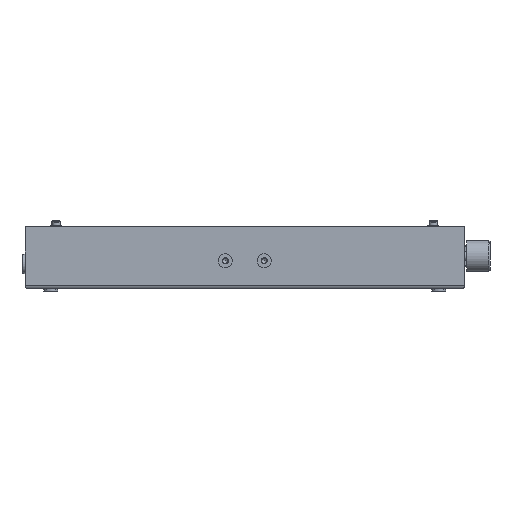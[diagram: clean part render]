
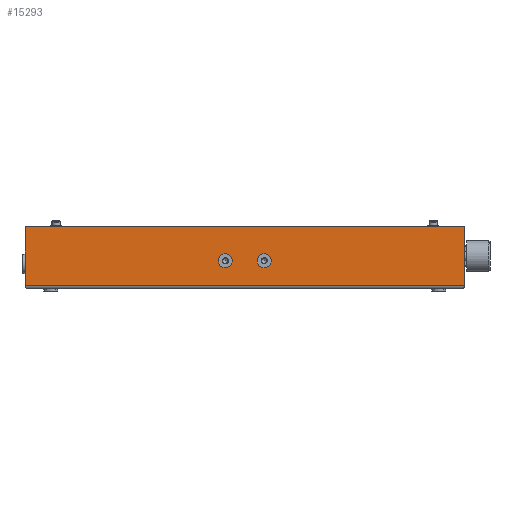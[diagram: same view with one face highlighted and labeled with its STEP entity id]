
A CAD part, left-side view. The second image highlights one B-rep face of the part: STEP entity #15293.
In plain terms, the highlighted face is planar.
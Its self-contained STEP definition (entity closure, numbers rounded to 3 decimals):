
#6864=CIRCLE('',#14382,4.5);
#6865=CIRCLE('',#14383,4.5);
#7267=ORIENTED_EDGE('',*,*,#9438,.T.);
#7268=ORIENTED_EDGE('',*,*,#9429,.F.);
#7269=ORIENTED_EDGE('',*,*,#9446,.F.);
#7270=ORIENTED_EDGE('',*,*,#9447,.F.);
#7271=ORIENTED_EDGE('',*,*,#9448,.F.);
#7272=ORIENTED_EDGE('',*,*,#9449,.F.);
#8494=VECTOR('',#11086,1.);
#8503=VECTOR('',#11097,1.);
#8509=VECTOR('',#11109,1.);
#8510=VECTOR('',#11110,1.);
#8726=LINE('',#12896,#8494);
#8735=LINE('',#12914,#8503);
#8741=LINE('',#12929,#8509);
#8742=LINE('',#12930,#8510);
#8958=VERTEX_POINT('',#12893);
#8959=VERTEX_POINT('',#12895);
#8967=VERTEX_POINT('',#12913);
#8973=VERTEX_POINT('',#12928);
#8974=VERTEX_POINT('',#12931);
#8975=VERTEX_POINT('',#12933);
#9429=EDGE_CURVE('',#8958,#8959,#8726,.T.);
#9438=EDGE_CURVE('',#8967,#8959,#8735,.T.);
#9446=EDGE_CURVE('',#8973,#8958,#8741,.T.);
#9447=EDGE_CURVE('',#8967,#8973,#8742,.T.);
#9448=EDGE_CURVE('',#8974,#8974,#6864,.T.);
#9449=EDGE_CURVE('',#8975,#8975,#6865,.T.);
#10052=EDGE_LOOP('',(#7267,#7268,#7269,#7270));
#10053=EDGE_LOOP('',(#7271));
#10054=EDGE_LOOP('',(#7272));
#10564=FACE_BOUND('',#10052,.T.);
#10565=FACE_BOUND('',#10053,.T.);
#10566=FACE_BOUND('',#10054,.T.);
#11086=DIRECTION('',(0.,283.,0.));
#11097=DIRECTION('',(0.,0.,38.));
#11107=DIRECTION('',(1.,0.,0.));
#11108=DIRECTION('',(0.,-1.,0.));
#11109=DIRECTION('',(0.,0.,38.));
#11110=DIRECTION('',(0.,-283.,0.));
#11111=DIRECTION('',(1.,0.,0.));
#11112=DIRECTION('',(0.,-4.5,0.));
#11113=DIRECTION('',(1.,0.,0.));
#11114=DIRECTION('',(0.,-4.5,0.));
#12893=CARTESIAN_POINT('',(1197.,0.,40.));
#12895=CARTESIAN_POINT('',(1197.,283.,40.));
#12896=CARTESIAN_POINT('',(1197.,0.,40.));
#12913=CARTESIAN_POINT('',(1197.,283.,2.));
#12914=CARTESIAN_POINT('',(1197.,283.,2.));
#12927=CARTESIAN_POINT('',(1197.,283.,2.));
#12928=CARTESIAN_POINT('',(1197.,0.,2.));
#12929=CARTESIAN_POINT('',(1197.,0.,2.));
#12930=CARTESIAN_POINT('',(1197.,283.,2.));
#12931=CARTESIAN_POINT('',(1197.,124.5,18.));
#12932=CARTESIAN_POINT('',(1197.,129.,18.));
#12933=CARTESIAN_POINT('',(1197.,149.5,18.));
#12934=CARTESIAN_POINT('',(1197.,154.,18.));
#14381=AXIS2_PLACEMENT_3D('',#12927,#11107,#11108);
#14382=AXIS2_PLACEMENT_3D('',#12932,#11111,#11112);
#14383=AXIS2_PLACEMENT_3D('',#12934,#11113,#11114);
#15166=PLANE('',#14381);
#15293=ADVANCED_FACE('',(#10564,#10565,#10566),#15166,.T.);
